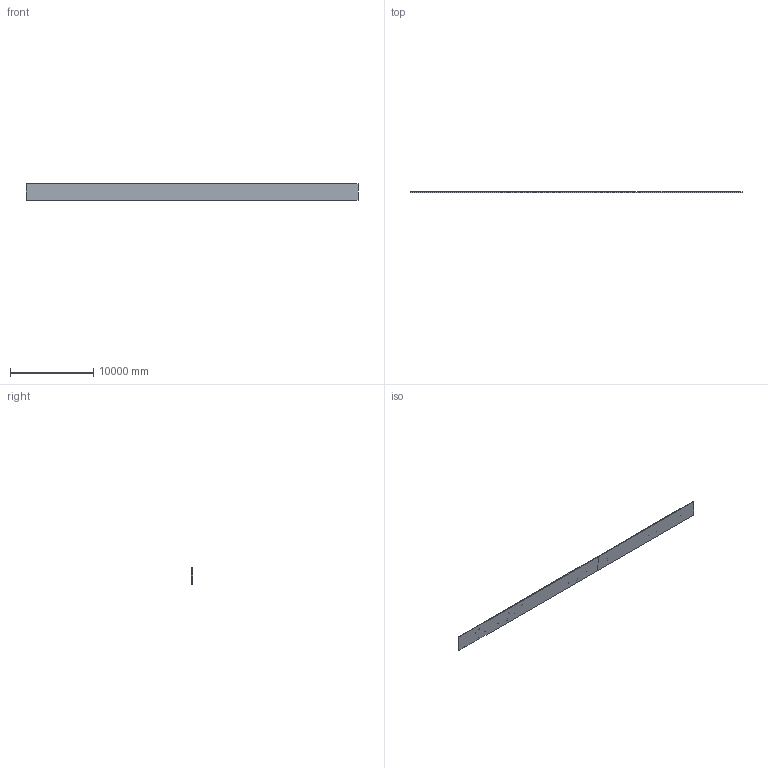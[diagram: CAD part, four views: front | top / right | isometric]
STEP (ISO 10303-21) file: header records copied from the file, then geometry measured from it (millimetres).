
FILE_DESCRIPTION (( 'STEP AP203' ), '1' );
FILE_NAME ('Road.STEP', '2023-07-03T08:36:22', ( '' ), ( '' ), 'SwSTEP 2.0', 'SolidWorks 2022', '' );
FILE_SCHEMA (( 'CONFIG_CONTROL_DESIGN' ));
Length unit declared in the file: millimetre
Products named in the file (1): Road
Bounding box: 40000 x 150 x 2000 mm (x, y, z)
Volume: 8171809805.9 mm3; surface area: 170117824.6 mm2
Topology: 1 solids, 1 shells, 141 faces, 323 edges, 210 vertices
Faces by surface type: plane 111, torus 18, cylinder 12
Entity records: 4000 total; most frequent: CARTESIAN_POINT 711, DIRECTION 649, ORIENTED_EDGE 646, EDGE_CURVE 323, VECTOR 257, LINE 257, VERTEX_POINT 210, AXIS2_PLACEMENT_3D 196
